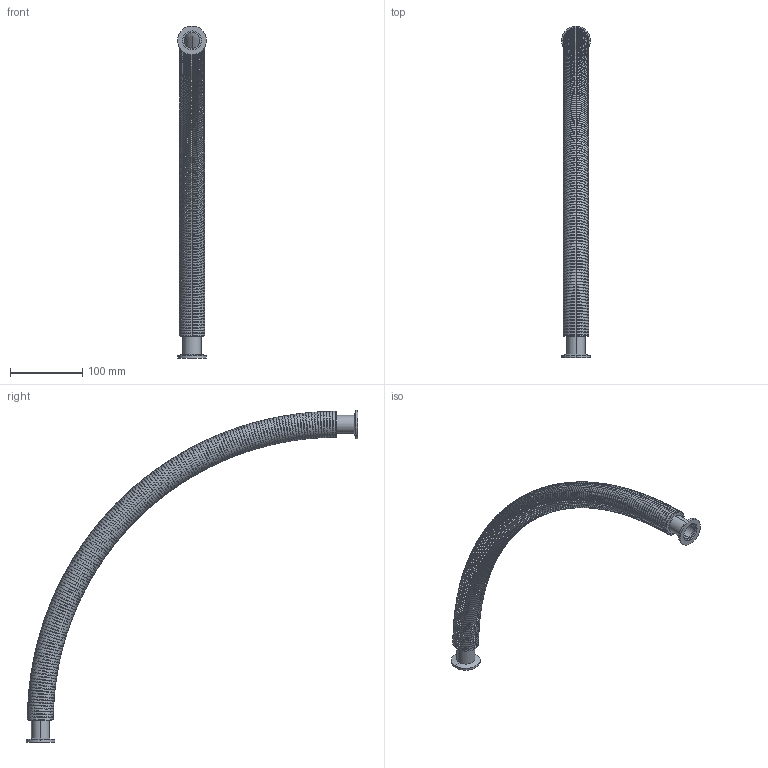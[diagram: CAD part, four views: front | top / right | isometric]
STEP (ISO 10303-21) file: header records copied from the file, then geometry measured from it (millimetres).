
FILE_DESCRIPTION (( 'STEP AP214' ), '1' );
FILE_NAME ('Pump_Bellow.STEP', '2017-08-19T06:31:35', ( 'Sidh Singh' ), ( '' ), 'SwSTEP 2.0', 'SolidWorks 2012', '' );
FILE_SCHEMA (( 'AUTOMOTIVE_DESIGN' ));
Length unit declared in the file: millimetre
Products named in the file (1): Pump_Bellow
Bounding box: 40 x 461.03 x 461.03 mm (x, y, z)
Volume: 389009.1 mm3; surface area: 197666.4 mm2
Topology: 1 solids, 1 shells, 1001 faces, 2004 edges, 1332 vertices
Faces by surface type: cylinder 340, plane 329, torus 326, cone 6
Entity records: 42215 total; most frequent: CARTESIAN_POINT 20467, DIRECTION 5018, ORIENTED_EDGE 4008, AXIS2_PLACEMENT_3D 2336, EDGE_CURVE 2004, CIRCLE 1334, VERTEX_POINT 1332, EDGE_LOOP 1330
